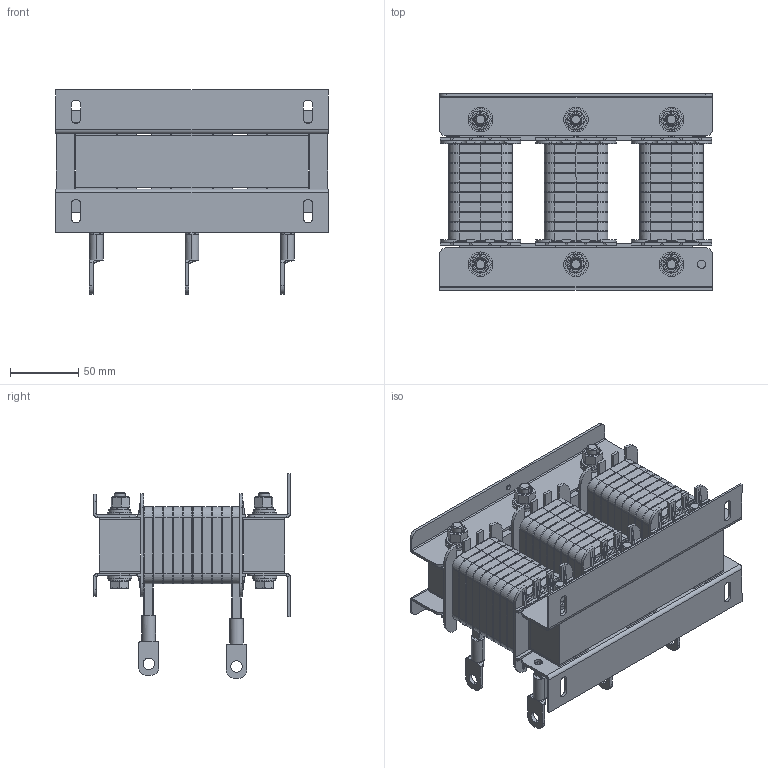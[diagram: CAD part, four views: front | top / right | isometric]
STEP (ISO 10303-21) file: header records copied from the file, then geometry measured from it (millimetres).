
FILE_DESCRIPTION (( 'STEP AP214' ), '1' );
FILE_NAME ('ACL-30-40-75 蚾饜极.STEP', '2025-05-06T00:12:28', ( '' ), ( '' ), 'SwSTEP 2.0', 'SolidWorks 2024', '' );
FILE_SCHEMA (( 'AUTOMOTIVE_DESIGN' ));
Length unit declared in the file: millimetre
Products named in the file (14): 线圈ACL-60A装配体1; 1型六角螺母-GBT41_M8; 铝拉板  30-137-1.5; 柱铁30-75-37.8; 上支架  200-31-17; 鞍形弹簧垫圈-GBT7245_8; 直径8T字型绝缘垫; 接线鼻JG25-8; ACL-30-40-75   装配体; 上轭铁170-30-37.8; 六角头螺栓-GBT5782_M8X65; 下支架  200-31-32; 骨架30-40-75; 平垫圈_C级-GBT95_8
Assembly tree (63 placements, depth 3):
  ACL-30-40-75   装配体
    上轭铁170-30-37.8  x2
    柱铁30-75-37.8  x3
    铝拉板  30-137-1.5  x6
    上支架  200-31-17  x2
    下支架  200-31-32  x2
    直径8T字型绝缘垫  x12
    平垫圈_C级-GBT95_8  x12
    六角头螺栓-GBT5782_M8X65  x6
    鞍形弹簧垫圈-GBT7245_8  x6
    1型六角螺母-GBT41_M8  x6
    线圈ACL-60A装配体1  x3
      骨架30-40-75
      接线鼻JG25-8
Bounding box: 200 x 144 x 149.65 mm (x, y, z)
Volume: 987531 mm3; surface area: 487941.1 mm2
Topology: 93 solids, 93 shells, 3924 faces, 8956 edges, 5128 vertices
Faces by surface type: plane 1778, cylinder 1492, torus 528, cone 108, bspline 18
Entity records: 34413 total; most frequent: CARTESIAN_POINT 6216, DIRECTION 6184, ORIENTED_EDGE 5498, EDGE_CURVE 2749, AXIS2_PLACEMENT_3D 2297, VECTOR 1590, LINE 1590, VERTEX_POINT 1555
